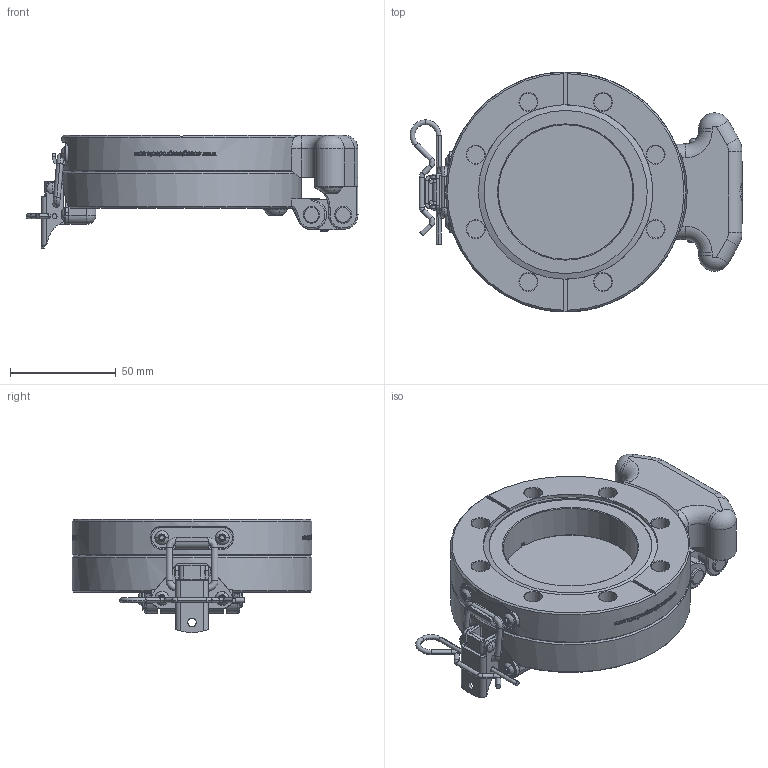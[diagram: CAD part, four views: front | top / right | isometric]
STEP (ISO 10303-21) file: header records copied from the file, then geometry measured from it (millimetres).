
FILE_DESCRIPTION(/* description */ ('Alibre Inc.'),/* implementation_level */ '2;1');
FILE_NAME(/* name */ 'export0',/* time_stamp */ '2015-10-26T09:50:03-07:00',/* author */ (''),/* organization */ (''),/* preprocessor_version */ 'ST-DEVELOPER v14',/* originating_system */ 'Alibre',/* authorisation */ '');
FILE_SCHEMA (('CONFIG_CONTROL_DESIGN'));
Length unit declared in the file: centimetre
Products named in the file (1): ID_1
Bounding box: 157.15 x 113.54 x 53.54 mm (x, y, z)
Volume: 341653.6 mm3; surface area: 63374.2 mm2
Topology: 1 solids, 1 shells, 1643 faces, 4311 edges, 2777 vertices
Faces by surface type: bspline 537, plane 469, cylinder 432, cone 131, torus 56, sphere 18
Full cylindrical faces by diameter (mm): 3.054 x3, 3.505 x1, 3.654 x3, 8.433 x8, 10.719 x1, 13.081 x6, 13.589 x2, 63.754 x1, 77.216 x1, 82.575 x1, 113.538 x1
Entity records: 88132 total; most frequent: CARTESIAN_POINT 52657, ORIENTED_EDGE 8488, DIRECTION 5226, EDGE_CURVE 4244, VERTEX_POINT 2764, AXIS2_PLACEMENT_3D 2010, EDGE_LOOP 1836, FACE_BOUND 1836
